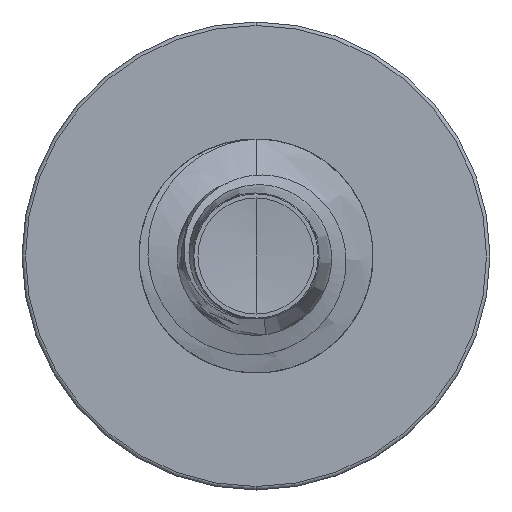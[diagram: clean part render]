
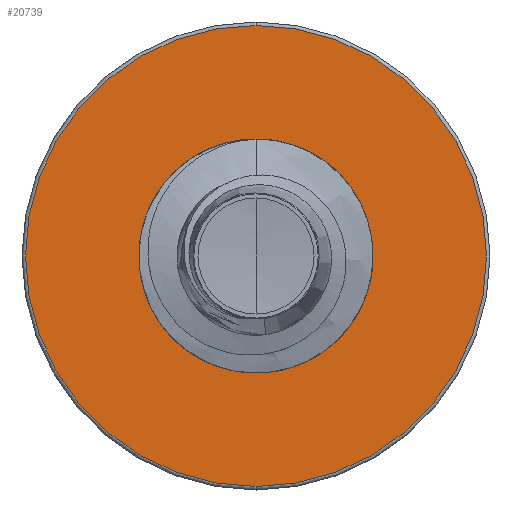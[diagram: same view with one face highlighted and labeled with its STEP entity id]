
A CAD part, front view. The second image highlights one B-rep face of the part: STEP entity #20739.
In plain terms, the highlighted planar face has unit normal (0, -1, 0).
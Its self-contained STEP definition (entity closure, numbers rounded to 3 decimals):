
#65 = DIRECTION ( 'NONE',  ( 0., 0., 1. ) ) ;
#153 = ORIENTED_EDGE ( 'NONE', *, *, #2115, .T. ) ;
#467 = EDGE_CURVE ( 'NONE', #11425, #12794, #15313, .T. ) ;
#879 = VERTEX_POINT ( 'NONE', #4911 ) ;
#937 = CIRCLE ( 'NONE', #4754, 2.415 ) ;
#1185 = FACE_BOUND ( 'NONE', #12525, .T. ) ;
#1464 = DIRECTION ( 'NONE',  ( 0., 0., 1. ) ) ;
#2115 = EDGE_CURVE ( 'NONE', #12794, #11425, #937, .T. ) ;
#2500 = FACE_OUTER_BOUND ( 'NONE', #7147, .T. ) ;
#2690 = CIRCLE ( 'NONE', #5449, 4.925 ) ;
#3153 = DIRECTION ( 'NONE',  ( 0., 1., 0. ) ) ;
#3295 = DIRECTION ( 'NONE',  ( 0., 1., 0. ) ) ;
#3653 = CARTESIAN_POINT ( 'NONE',  ( 0., 27.5, 0. ) ) ;
#4296 = EDGE_CURVE ( 'NONE', #879, #13054, #23514, .T. ) ;
#4754 = AXIS2_PLACEMENT_3D ( 'NONE', #15676, #3295, #17760 ) ;
#4911 = CARTESIAN_POINT ( 'NONE',  ( 0., 27.5, 4.925 ) ) ;
#5449 = AXIS2_PLACEMENT_3D ( 'NONE', #26258, #13956, #1464 ) ;
#5780 = DIRECTION ( 'NONE',  ( 0., 0., 1. ) ) ;
#7147 = EDGE_LOOP ( 'NONE', ( #8168, #14228 ) ) ;
#8168 = ORIENTED_EDGE ( 'NONE', *, *, #4296, .F. ) ;
#8484 = CARTESIAN_POINT ( 'NONE',  ( 0., 27.5, -2.415 ) ) ;
#11425 = VERTEX_POINT ( 'NONE', #18865 ) ;
#12525 = EDGE_LOOP ( 'NONE', ( #22448, #153 ) ) ;
#12624 = DIRECTION ( 'NONE',  ( 0., 1., 0. ) ) ;
#12649 = EDGE_CURVE ( 'NONE', #13054, #879, #2690, .T. ) ;
#12794 = VERTEX_POINT ( 'NONE', #22380 ) ;
#13054 = VERTEX_POINT ( 'NONE', #18384 ) ;
#13956 = DIRECTION ( 'NONE',  ( 0., 1., 0. ) ) ;
#14228 = ORIENTED_EDGE ( 'NONE', *, *, #12649, .F. ) ;
#14897 = AXIS2_PLACEMENT_3D ( 'NONE', #19076, #3153, #20392 ) ;
#15313 = CIRCLE ( 'NONE', #14897, 2.415 ) ;
#15676 = CARTESIAN_POINT ( 'NONE',  ( 0., 27.5, 0. ) ) ;
#17685 = AXIS2_PLACEMENT_3D ( 'NONE', #8484, #12624, #65 ) ;
#17760 = DIRECTION ( 'NONE',  ( 0., 0., 1. ) ) ;
#18103 = DIRECTION ( 'NONE',  ( 0., 1., 0. ) ) ;
#18384 = CARTESIAN_POINT ( 'NONE',  ( 0., 27.5, -4.925 ) ) ;
#18764 = PLANE ( 'NONE',  #17685 ) ;
#18865 = CARTESIAN_POINT ( 'NONE',  ( 0., 27.5, 2.415 ) ) ;
#19076 = CARTESIAN_POINT ( 'NONE',  ( 0., 27.5, 0. ) ) ;
#20392 = DIRECTION ( 'NONE',  ( 0., 0., 1. ) ) ;
#20739 = ADVANCED_FACE ( 'NONE', ( #2500, #1185 ), #18764, .F. ) ;
#22380 = CARTESIAN_POINT ( 'NONE',  ( 0., 27.5, -2.415 ) ) ;
#22448 = ORIENTED_EDGE ( 'NONE', *, *, #467, .T. ) ;
#23514 = CIRCLE ( 'NONE', #25418, 4.925 ) ;
#25418 = AXIS2_PLACEMENT_3D ( 'NONE', #3653, #18103, #5780 ) ;
#26258 = CARTESIAN_POINT ( 'NONE',  ( 0., 27.5, 0. ) ) ;
